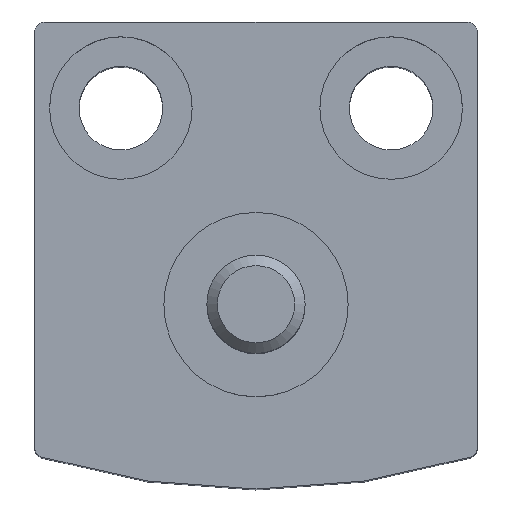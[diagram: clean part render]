
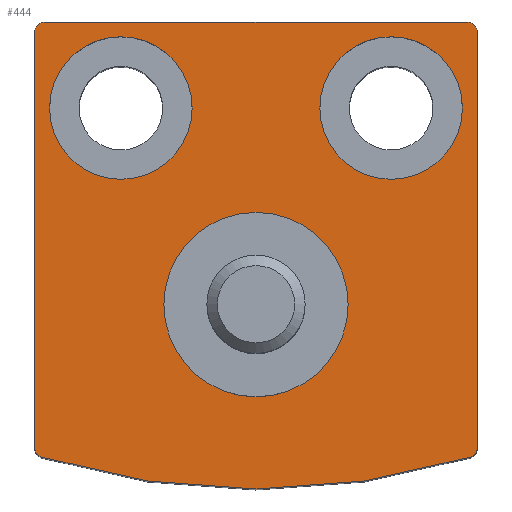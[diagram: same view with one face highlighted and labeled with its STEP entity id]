
A CAD part, top view. The second image highlights one B-rep face of the part: STEP entity #444.
In plain terms, the highlighted planar face has unit normal (0, 0, 1).
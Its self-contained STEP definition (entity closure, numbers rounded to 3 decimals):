
#33=CIRCLE('',#497,0.4);
#35=CIRCLE('',#500,30.);
#37=CIRCLE('',#503,0.4);
#39=CIRCLE('',#507,0.4);
#43=CIRCLE('',#513,0.4);
#47=CIRCLE('',#519,3.75);
#48=CIRCLE('',#520,2.9);
#49=CIRCLE('',#521,2.9);
#128=ORIENTED_EDGE('',*,*,#210,.F.);
#129=ORIENTED_EDGE('',*,*,#211,.T.);
#130=ORIENTED_EDGE('',*,*,#212,.T.);
#131=ORIENTED_EDGE('',*,*,#182,.T.);
#132=ORIENTED_EDGE('',*,*,#186,.T.);
#133=ORIENTED_EDGE('',*,*,#189,.T.);
#134=ORIENTED_EDGE('',*,*,#192,.T.);
#135=ORIENTED_EDGE('',*,*,#195,.T.);
#136=ORIENTED_EDGE('',*,*,#198,.T.);
#137=ORIENTED_EDGE('',*,*,#203,.T.);
#138=ORIENTED_EDGE('',*,*,#206,.T.);
#182=EDGE_CURVE('',#231,#232,#272,.T.);
#186=EDGE_CURVE('',#232,#235,#33,.T.);
#189=EDGE_CURVE('',#235,#237,#35,.T.);
#192=EDGE_CURVE('',#237,#239,#37,.T.);
#195=EDGE_CURVE('',#239,#241,#279,.T.);
#198=EDGE_CURVE('',#241,#243,#39,.T.);
#203=EDGE_CURVE('',#243,#247,#283,.T.);
#206=EDGE_CURVE('',#247,#231,#43,.T.);
#210=EDGE_CURVE('',#251,#251,#47,.T.);
#211=EDGE_CURVE('',#252,#252,#48,.T.);
#212=EDGE_CURVE('',#253,#253,#49,.T.);
#231=VERTEX_POINT('',#727);
#232=VERTEX_POINT('',#728);
#235=VERTEX_POINT('',#736);
#237=VERTEX_POINT('',#742);
#239=VERTEX_POINT('',#748);
#241=VERTEX_POINT('',#754);
#243=VERTEX_POINT('',#760);
#247=VERTEX_POINT('',#770);
#251=VERTEX_POINT('',#784);
#252=VERTEX_POINT('',#786);
#253=VERTEX_POINT('',#788);
#272=LINE('',#726,#286);
#279=LINE('',#753,#293);
#283=LINE('',#769,#297);
#286=VECTOR('',#570,1000.);
#293=VECTOR('',#597,1000.);
#297=VECTOR('',#613,1000.);
#313=EDGE_LOOP('',(#128));
#314=EDGE_LOOP('',(#129));
#315=EDGE_LOOP('',(#130));
#316=EDGE_LOOP('',(#131,#132,#133,#134,#135,#136,#137,#138));
#373=FACE_BOUND('',#313,.T.);
#374=FACE_BOUND('',#314,.T.);
#375=FACE_BOUND('',#315,.T.);
#376=FACE_BOUND('',#316,.T.);
#424=PLANE('',#518);
#444=ADVANCED_FACE('',(#373,#374,#375,#376),#424,.T.);
#497=AXIS2_PLACEMENT_3D('',#735,#576,#577);
#500=AXIS2_PLACEMENT_3D('',#741,#583,#584);
#503=AXIS2_PLACEMENT_3D('',#747,#590,#591);
#507=AXIS2_PLACEMENT_3D('',#759,#602,#603);
#513=AXIS2_PLACEMENT_3D('',#775,#618,#619);
#518=AXIS2_PLACEMENT_3D('',#782,#628,#629);
#519=AXIS2_PLACEMENT_3D('',#783,#630,#631);
#520=AXIS2_PLACEMENT_3D('',#785,#632,#633);
#521=AXIS2_PLACEMENT_3D('',#787,#634,#635);
#570=DIRECTION('',(0.,-1.,0.));
#576=DIRECTION('',(0.,0.,1.));
#577=DIRECTION('',(1.,0.,0.));
#583=DIRECTION('',(0.,0.,1.));
#584=DIRECTION('',(1.,0.,0.));
#590=DIRECTION('',(0.,0.,1.));
#591=DIRECTION('',(1.,0.,0.));
#597=DIRECTION('',(0.,1.,0.));
#602=DIRECTION('',(0.,0.,1.));
#603=DIRECTION('',(1.,0.,0.));
#613=DIRECTION('',(-1.,0.,0.));
#618=DIRECTION('',(0.,0.,1.));
#619=DIRECTION('',(1.,0.,0.));
#628=DIRECTION('',(0.,0.,1.));
#629=DIRECTION('',(1.,0.,0.));
#630=DIRECTION('',(0.,0.,1.));
#631=DIRECTION('',(1.,0.,0.));
#632=DIRECTION('',(0.,0.,-1.));
#633=DIRECTION('',(-1.,0.,0.));
#634=DIRECTION('',(0.,0.,-1.));
#635=DIRECTION('',(-1.,0.,0.));
#726=CARTESIAN_POINT('',(-9.,11.1,0.));
#727=CARTESIAN_POINT('',(-9.,11.1,0.));
#728=CARTESIAN_POINT('',(-9.,-5.823,0.));
#735=CARTESIAN_POINT('',(-8.6,-5.823,0.));
#736=CARTESIAN_POINT('',(-8.716,-6.206,0.));
#741=CARTESIAN_POINT('',(0.,22.5,0.));
#742=CARTESIAN_POINT('',(8.716,-6.206,0.));
#747=CARTESIAN_POINT('',(8.6,-5.823,0.));
#748=CARTESIAN_POINT('',(9.,-5.823,0.));
#753=CARTESIAN_POINT('',(9.,-5.823,0.));
#754=CARTESIAN_POINT('',(9.,11.1,0.));
#759=CARTESIAN_POINT('',(8.6,11.1,0.));
#760=CARTESIAN_POINT('',(8.6,11.5,0.));
#769=CARTESIAN_POINT('',(8.6,11.5,0.));
#770=CARTESIAN_POINT('',(-8.6,11.5,0.));
#775=CARTESIAN_POINT('',(-8.6,11.1,0.));
#782=CARTESIAN_POINT('',(-8.6,-5.823,0.));
#783=CARTESIAN_POINT('',(0.,0.,0.));
#784=CARTESIAN_POINT('',(3.75,0.,0.));
#785=CARTESIAN_POINT('',(5.5,8.,0.));
#786=CARTESIAN_POINT('',(2.6,8.,0.));
#787=CARTESIAN_POINT('',(-5.5,8.,0.));
#788=CARTESIAN_POINT('',(-8.4,8.,0.));
